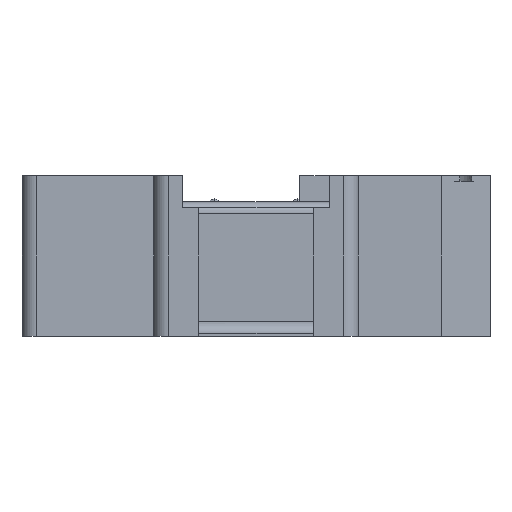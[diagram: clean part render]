
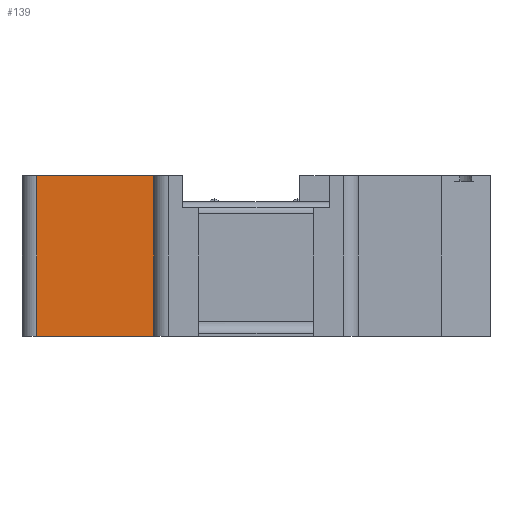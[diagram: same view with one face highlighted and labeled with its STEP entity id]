
A CAD part, left-side view. The second image highlights one B-rep face of the part: STEP entity #139.
In plain terms, the highlighted planar face has unit normal (-1, 0, 0).
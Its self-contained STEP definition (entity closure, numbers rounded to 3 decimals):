
#139=ADVANCED_FACE('',(#433),#4816,.T.);
#433=FACE_OUTER_BOUND('',#727,.T.);
#727=EDGE_LOOP('',(#1203,#1204,#1205,#1206));
#1203=ORIENTED_EDGE('',*,*,#2722,.T.);
#1204=ORIENTED_EDGE('',*,*,#2710,.T.);
#1205=ORIENTED_EDGE('',*,*,#2724,.T.);
#1206=ORIENTED_EDGE('',*,*,#2725,.F.);
#2710=EDGE_CURVE('',#4264,#4265,#3930,.T.);
#2722=EDGE_CURVE('',#4280,#4264,#3434,.T.);
#2724=EDGE_CURVE('',#4265,#4281,#3940,.T.);
#2725=EDGE_CURVE('',#4280,#4281,#3941,.T.);
#3434=(
BOUNDED_CURVE()
B_SPLINE_CURVE(3,(#6233,#6234,#6235,#6236),.UNSPECIFIED.,.F.,.F.)
B_SPLINE_CURVE_WITH_KNOTS((4,4),(0.,5.5),.UNSPECIFIED.)
CURVE()
GEOMETRIC_REPRESENTATION_ITEM()
RATIONAL_B_SPLINE_CURVE((1.,1.,1.,1.))
REPRESENTATION_ITEM('')
);
#3930=B_SPLINE_CURVE_WITH_KNOTS('',1,(#6206,#6207),.UNSPECIFIED.,.F.,.F.,
(2,2),(0.,4.),.UNSPECIFIED.);
#3940=B_SPLINE_CURVE_WITH_KNOTS('',1,(#6240,#6241),.UNSPECIFIED.,.F.,.F.,
(2,2),(0.,5.5),.UNSPECIFIED.);
#3941=B_SPLINE_CURVE_WITH_KNOTS('',1,(#6242,#6243),.UNSPECIFIED.,.F.,.F.,
(2,2),(136.5,140.5),.UNSPECIFIED.);
#4264=VERTEX_POINT('',#5737);
#4265=VERTEX_POINT('',#5738);
#4280=VERTEX_POINT('',#5753);
#4281=VERTEX_POINT('',#5754);
#4816=PLANE('',#5014);
#5014=AXIS2_PLACEMENT_3D('',#5535,#5274,$);
#5274=DIRECTION('',(-1.,0.,0.));
#5535=CARTESIAN_POINT('',(-11.,8.,0.));
#5737=CARTESIAN_POINT('',(-11.,7.5,0.));
#5738=CARTESIAN_POINT('',(-11.,3.5,0.));
#5753=CARTESIAN_POINT('',(-11.,7.5,5.5));
#5754=CARTESIAN_POINT('',(-11.,3.5,5.5));
#6206=CARTESIAN_POINT('',(-11.,7.5,0.));
#6207=CARTESIAN_POINT('',(-11.,3.5,0.));
#6233=CARTESIAN_POINT('',(-11.,7.5,5.5));
#6234=CARTESIAN_POINT('',(-11.,7.5,3.667));
#6235=CARTESIAN_POINT('',(-11.,7.5,1.833));
#6236=CARTESIAN_POINT('',(-11.,7.5,0.));
#6240=CARTESIAN_POINT('',(-11.,3.5,0.));
#6241=CARTESIAN_POINT('',(-11.,3.5,5.5));
#6242=CARTESIAN_POINT('',(-11.,7.5,5.5));
#6243=CARTESIAN_POINT('',(-11.,3.5,5.5));
